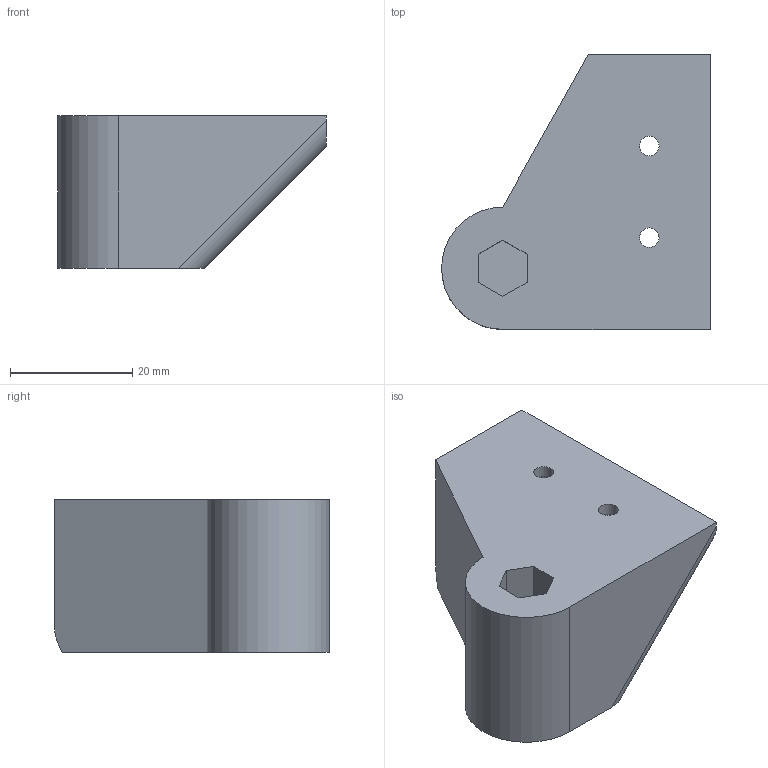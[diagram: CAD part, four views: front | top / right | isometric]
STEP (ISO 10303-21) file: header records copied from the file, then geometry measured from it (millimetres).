
FILE_DESCRIPTION(('FreeCAD Model'),'2;1');
FILE_NAME('Open CASCADE Shape Model','2025-07-30T20:55:33',(''),(''), 'Open CASCADE STEP processor 7.9','FreeCAD','Unknown');
FILE_SCHEMA(('AUTOMOTIVE_DESIGN { 1 0 10303 214 1 1 1 1 }'));
Length unit declared in the file: millimetre
Products named in the file (1): ZRodHolder001
Bounding box: 44 x 45 x 25 mm (x, y, z)
Volume: 20373.5 mm3; surface area: 7479.9 mm2
Topology: 1 solids, 1 shells, 28 faces, 65 edges, 42 vertices
Faces by surface type: plane 21, cylinder 7
Full cylindrical faces by diameter (mm): 3.2 x2, 6.1 x2
Entity records: 822 total; most frequent: DIRECTION 138, CARTESIAN_POINT 136, ORIENTED_EDGE 130, EDGE_CURVE 65, LINE 50, VECTOR 50, AXIS2_PLACEMENT_3D 44, VERTEX_POINT 42
